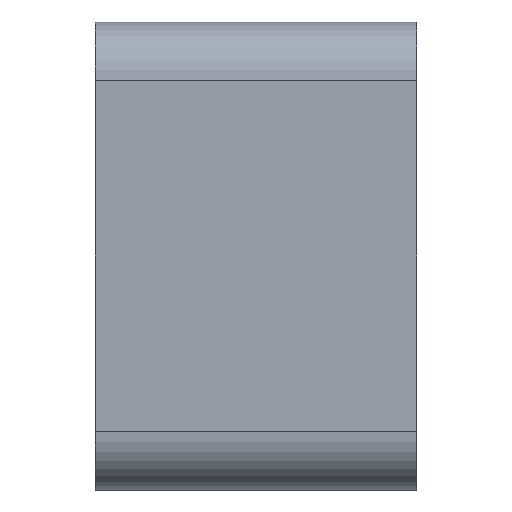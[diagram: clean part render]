
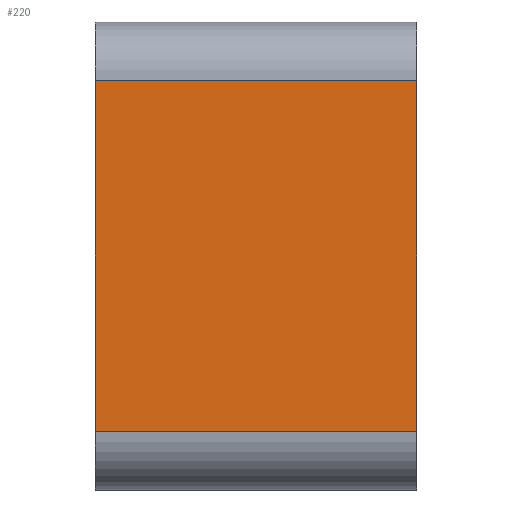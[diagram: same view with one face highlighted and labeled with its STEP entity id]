
A CAD part, left-side view. The second image highlights one B-rep face of the part: STEP entity #220.
In plain terms, the highlighted planar face has unit normal (-1, 0, 0).
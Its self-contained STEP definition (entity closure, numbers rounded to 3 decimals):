
#48 = VERTEX_POINT('',#49);
#49 = CARTESIAN_POINT('',(-27.5,0.,9.));
#56 = EDGE_CURVE('',#57,#48,#59,.T.);
#57 = VERTEX_POINT('',#58);
#58 = CARTESIAN_POINT('',(-27.5,0.,-9.));
#59 = LINE('',#60,#61);
#60 = CARTESIAN_POINT('',(-27.5,0.,-12.));
#61 = VECTOR('',#62,1.);
#62 = DIRECTION('',(0.,0.,1.));
#147 = EDGE_CURVE('',#57,#148,#150,.T.);
#148 = VERTEX_POINT('',#149);
#149 = CARTESIAN_POINT('',(-27.5,16.5,-9.));
#150 = LINE('',#151,#152);
#151 = CARTESIAN_POINT('',(-27.5,0.,-9.));
#152 = VECTOR('',#153,1.);
#153 = DIRECTION('',(0.,1.,0.));
#220 = ADVANCED_FACE('',(#221),#239,.T.);
#221 = FACE_BOUND('',#222,.T.);
#222 = EDGE_LOOP('',(#223,#224,#232,#238));
#223 = ORIENTED_EDGE('',*,*,#56,.T.);
#224 = ORIENTED_EDGE('',*,*,#225,.T.);
#225 = EDGE_CURVE('',#48,#226,#228,.T.);
#226 = VERTEX_POINT('',#227);
#227 = CARTESIAN_POINT('',(-27.5,16.5,9.));
#228 = LINE('',#229,#230);
#229 = CARTESIAN_POINT('',(-27.5,0.,9.));
#230 = VECTOR('',#231,1.);
#231 = DIRECTION('',(0.,1.,0.));
#232 = ORIENTED_EDGE('',*,*,#233,.F.);
#233 = EDGE_CURVE('',#148,#226,#234,.T.);
#234 = LINE('',#235,#236);
#235 = CARTESIAN_POINT('',(-27.5,16.5,-12.));
#236 = VECTOR('',#237,1.);
#237 = DIRECTION('',(0.,0.,1.));
#238 = ORIENTED_EDGE('',*,*,#147,.F.);
#239 = PLANE('',#240);
#240 = AXIS2_PLACEMENT_3D('',#241,#242,#243);
#241 = CARTESIAN_POINT('',(-27.5,0.,-12.));
#242 = DIRECTION('',(-1.,0.,0.));
#243 = DIRECTION('',(0.,1.,0.));
